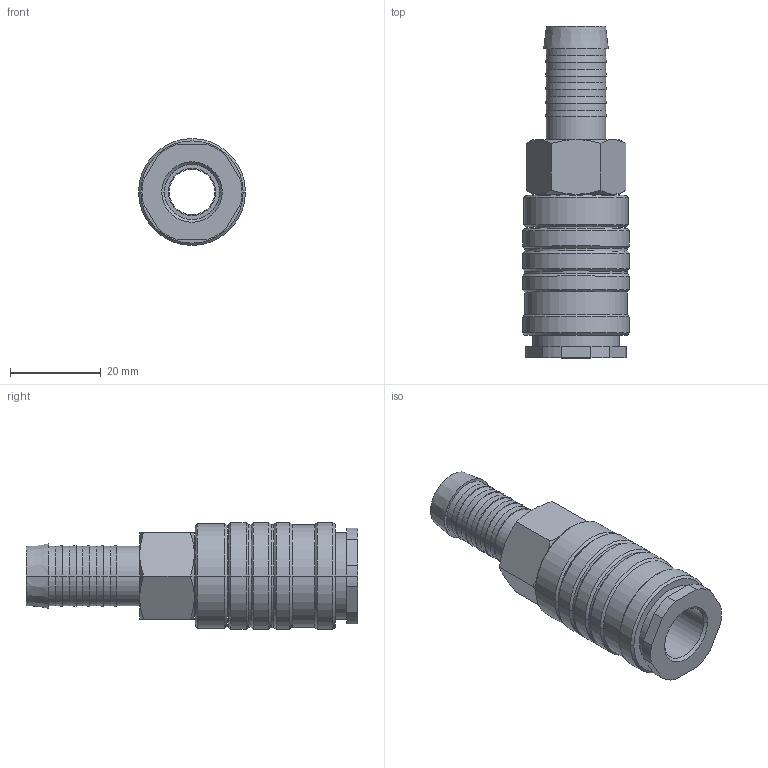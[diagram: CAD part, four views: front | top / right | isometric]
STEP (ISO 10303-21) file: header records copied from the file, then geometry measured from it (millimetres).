
FILE_DESCRIPTION(('STEP AP214'),'1');
FILE_NAME('esi_13_tm.stp','2020-03-05T09:13:28',('TraceParts'),('TraceParts S.A.'),'Spatial InterOp 3D',' ',' ');
FILE_SCHEMA(('automotive_design'));
Length unit declared in the file: millimetre
Products named in the file (1): 1
Bounding box: 23.5 x 73 x 23.5 mm (x, y, z)
Volume: 14891.7 mm3; surface area: 8238.7 mm2
Topology: 1 solids, 1 shells, 130 faces, 276 edges, 164 vertices
Faces by surface type: cone 50, cylinder 50, plane 30
Entity records: 4564 total; most frequent: CARTESIAN_POINT 667, DIRECTION 654, ORIENTED_EDGE 552, EDGE_CURVE 276, AXIS2_PLACEMENT_3D 271, VERTEX_POINT 164, EDGE_LOOP 148, CIRCLE 140
